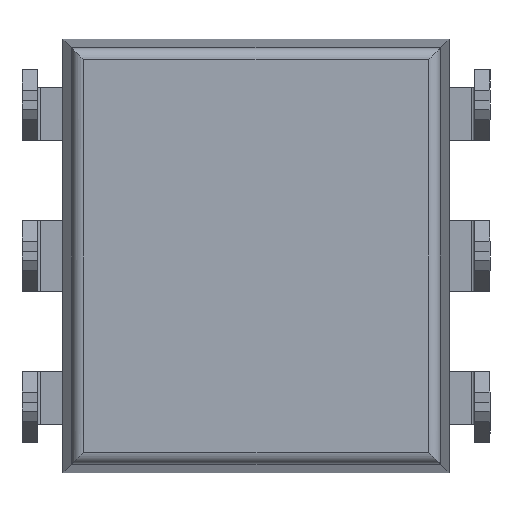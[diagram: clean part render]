
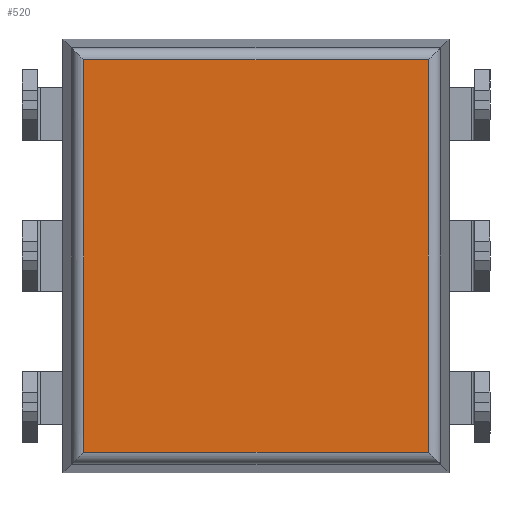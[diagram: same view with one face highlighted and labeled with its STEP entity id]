
A CAD part, front view. The second image highlights one B-rep face of the part: STEP entity #520.
In plain terms, the highlighted planar face has unit normal (0, -1, 0).
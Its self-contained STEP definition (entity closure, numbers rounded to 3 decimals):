
#44 = ORIENTED_EDGE ( 'NONE', *, *, #2103, .T. ) ;
#86 = DIRECTION ( 'NONE',  ( 0., 0., 1. ) ) ;
#90 = ORIENTED_EDGE ( 'NONE', *, *, #1465, .T. ) ;
#125 = VERTEX_POINT ( 'NONE', #2453 ) ;
#409 = EDGE_CURVE ( 'NONE', #1055, #3947, #1950, .T. ) ;
#507 = CARTESIAN_POINT ( 'NONE',  ( -2.903, 0.5, -3.303 ) ) ;
#520 = ADVANCED_FACE ( 'NONE', ( #3419 ), #1679, .T. ) ;
#786 = EDGE_LOOP ( 'NONE', ( #2691, #4205, #90, #44 ) ) ;
#962 = AXIS2_PLACEMENT_3D ( 'NONE', #3663, #1329, #3709 ) ;
#1055 = VERTEX_POINT ( 'NONE', #3594 ) ;
#1098 = CARTESIAN_POINT ( 'NONE',  ( 2.903, 0.5, 3.486 ) ) ;
#1329 = DIRECTION ( 'NONE',  ( 0., -1., 0. ) ) ;
#1465 = EDGE_CURVE ( 'NONE', #2571, #125, #2208, .T. ) ;
#1679 = PLANE ( 'NONE',  #962 ) ;
#1852 = VECTOR ( 'NONE', #86, 1000. ) ;
#1929 = LINE ( 'NONE', #4013, #3411 ) ;
#1950 = LINE ( 'NONE', #3275, #3970 ) ;
#2103 = EDGE_CURVE ( 'NONE', #125, #1055, #2404, .T. ) ;
#2208 = LINE ( 'NONE', #2263, #4230 ) ;
#2263 = CARTESIAN_POINT ( 'NONE',  ( 3.086, 0.5, -3.303 ) ) ;
#2404 = LINE ( 'NONE', #1098, #1852 ) ;
#2453 = CARTESIAN_POINT ( 'NONE',  ( 2.903, 0.5, -3.303 ) ) ;
#2571 = VERTEX_POINT ( 'NONE', #507 ) ;
#2691 = ORIENTED_EDGE ( 'NONE', *, *, #409, .T. ) ;
#2835 = DIRECTION ( 'NONE',  ( 1., 0., 0. ) ) ;
#3012 = DIRECTION ( 'NONE',  ( 0., 0., -1. ) ) ;
#3230 = EDGE_CURVE ( 'NONE', #3947, #2571, #1929, .T. ) ;
#3275 = CARTESIAN_POINT ( 'NONE',  ( -3.086, 0.5, 3.303 ) ) ;
#3411 = VECTOR ( 'NONE', #3012, 1000. ) ;
#3419 = FACE_OUTER_BOUND ( 'NONE', #786, .T. ) ;
#3594 = CARTESIAN_POINT ( 'NONE',  ( 2.903, 0.5, 3.303 ) ) ;
#3602 = DIRECTION ( 'NONE',  ( -1., 0., 0. ) ) ;
#3663 = CARTESIAN_POINT ( 'NONE',  ( 0., 0.5, 0. ) ) ;
#3709 = DIRECTION ( 'NONE',  ( 0., 0., -1. ) ) ;
#3947 = VERTEX_POINT ( 'NONE', #4224 ) ;
#3970 = VECTOR ( 'NONE', #3602, 1000. ) ;
#4013 = CARTESIAN_POINT ( 'NONE',  ( -2.903, 0.5, -3.486 ) ) ;
#4205 = ORIENTED_EDGE ( 'NONE', *, *, #3230, .T. ) ;
#4224 = CARTESIAN_POINT ( 'NONE',  ( -2.903, 0.5, 3.303 ) ) ;
#4230 = VECTOR ( 'NONE', #2835, 1000. ) ;
